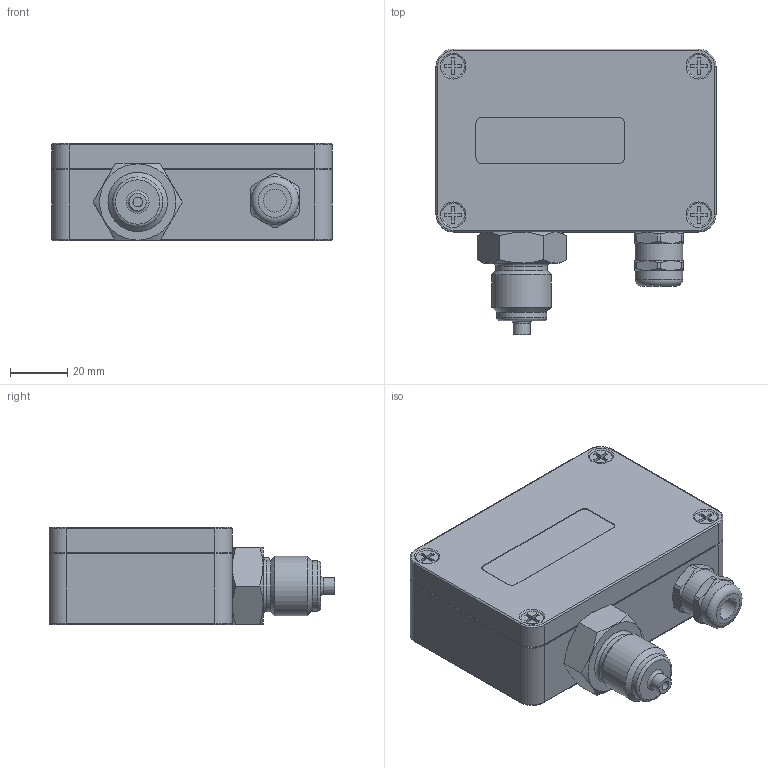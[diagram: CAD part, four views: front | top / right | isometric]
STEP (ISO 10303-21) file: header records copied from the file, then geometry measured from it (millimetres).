
FILE_DESCRIPTION(/* description */ ('','CAx-IF Rec.Pracs.---Representation and Presentation of Product Manufacturing Information (PMI)---3.8---2014-02-18'),/* implementation_level */ '2;1');
FILE_NAME(/* name */ 'SR.stp',/* time_stamp */ '2017-10-10T15:38:35+02:00',/* author */ ('FTAK'),/* organization */ (''),/* preprocessor_version */ 'ST-DEVELOPER v16.5',/* originating_system */ 'Autodesk Inventor 2017',/* authorisation */ '');
FILE_SCHEMA (('AP242_MANAGED_MODEL_BASED_3D_ENGINEERING_MIM_LF { 1 0 10303 442 1 1 4 }'));
Length unit declared in the file: millimetre
Products named in the file (1): SP
Bounding box: 98 x 100 x 34 mm (x, y, z)
Volume: 223426.2 mm3; surface area: 44008.2 mm2
Topology: 4 solids, 4 shells, 195 faces, 467 edges, 297 vertices
Faces by surface type: plane 103, cylinder 60, torus 24, cone 8
Full cylindrical faces by diameter (mm): 3.3 x1, 4 x4, 4.4 x2, 6 x5, 8 x1, 9.25 x2, 16.7 x2, 17.5 x1, 18 x1, 20.8 x1
Entity records: 5432 total; most frequent: CARTESIAN_POINT 984, DIRECTION 932, ORIENTED_EDGE 850, EDGE_CURVE 425, AXIS2_PLACEMENT_3D 347, VERTEX_POINT 291, EDGE_LOOP 264, LINE 238
